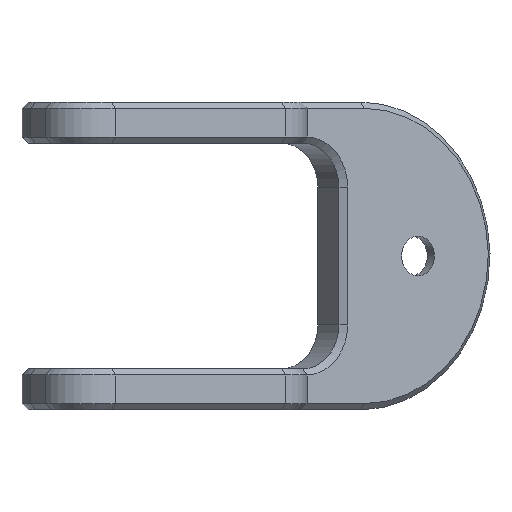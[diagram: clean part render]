
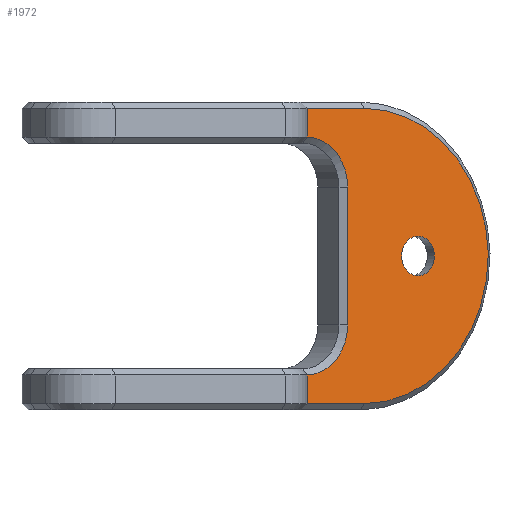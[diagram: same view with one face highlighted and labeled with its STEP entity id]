
A CAD part, front view. The second image highlights one B-rep face of the part: STEP entity #1972.
In plain terms, the highlighted planar face has unit normal (0.563, -0.827, 0).
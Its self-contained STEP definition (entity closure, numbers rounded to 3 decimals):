
#28=FACE_BOUND('',#293,.T.);
#60=PLANE('',#2158);
#180=FACE_OUTER_BOUND('',#292,.T.);
#292=EDGE_LOOP('',(#1697,#1698,#1699,#1700,#1701,#1702,#1703,#1704,#1705,
#1706,#1707));
#293=EDGE_LOOP('',(#1708));
#452=CIRCLE('',#2093,4.);
#454=CIRCLE('',#2097,4.);
#465=CIRCLE('',#2127,12.);
#473=CIRCLE('',#2146,12.);
#475=CIRCLE('',#2159,1.588);
#546=LINE('',#12340,#682);
#549=LINE('',#12351,#685);
#553=LINE('',#12361,#689);
#566=LINE('',#12398,#702);
#591=LINE('',#12468,#727);
#593=LINE('',#12474,#729);
#603=LINE('',#12495,#739);
#682=VECTOR('',#2421,10.);
#685=VECTOR('',#2432,10.);
#689=VECTOR('',#2444,10.);
#702=VECTOR('',#2489,10.);
#727=VECTOR('',#2570,10.);
#729=VECTOR('',#2580,10.);
#739=VECTOR('',#2612,10.);
#915=VERTEX_POINT('',#12334);
#916=VERTEX_POINT('',#12338);
#918=VERTEX_POINT('',#12343);
#920=VERTEX_POINT('',#12349);
#921=VERTEX_POINT('',#12354);
#922=VERTEX_POINT('',#12359);
#930=VERTEX_POINT('',#12396);
#936=VERTEX_POINT('',#12424);
#937=VERTEX_POINT('',#12425);
#946=VERTEX_POINT('',#12463);
#947=VERTEX_POINT('',#12467);
#948=VERTEX_POINT('',#12496);
#1159=EDGE_CURVE('',#916,#915,#546,.T.);
#1161=EDGE_CURVE('',#918,#916,#452,.T.);
#1164=EDGE_CURVE('',#920,#918,#549,.T.);
#1167=EDGE_CURVE('',#921,#920,#454,.T.);
#1170=EDGE_CURVE('',#922,#921,#553,.T.);
#1189=EDGE_CURVE('',#930,#922,#566,.T.);
#1202=EDGE_CURVE('',#936,#937,#465,.T.);
#1224=EDGE_CURVE('',#946,#947,#591,.T.);
#1227=EDGE_CURVE('',#947,#936,#473,.T.);
#1228=EDGE_CURVE('',#937,#930,#593,.T.);
#1239=EDGE_CURVE('',#915,#946,#603,.T.);
#1240=EDGE_CURVE('',#948,#948,#475,.T.);
#1697=ORIENTED_EDGE('',*,*,#1170,.F.);
#1698=ORIENTED_EDGE('',*,*,#1189,.F.);
#1699=ORIENTED_EDGE('',*,*,#1228,.F.);
#1700=ORIENTED_EDGE('',*,*,#1202,.F.);
#1701=ORIENTED_EDGE('',*,*,#1227,.F.);
#1702=ORIENTED_EDGE('',*,*,#1224,.F.);
#1703=ORIENTED_EDGE('',*,*,#1239,.F.);
#1704=ORIENTED_EDGE('',*,*,#1159,.F.);
#1705=ORIENTED_EDGE('',*,*,#1161,.F.);
#1706=ORIENTED_EDGE('',*,*,#1164,.F.);
#1707=ORIENTED_EDGE('',*,*,#1167,.F.);
#1708=ORIENTED_EDGE('',*,*,#1240,.F.);
#1972=ADVANCED_FACE('',(#180,#28),#60,.F.);
#2093=AXIS2_PLACEMENT_3D('',#12345,#2425,#2426);
#2097=AXIS2_PLACEMENT_3D('',#12356,#2437,#2438);
#2127=AXIS2_PLACEMENT_3D('',#12426,#2521,#2522);
#2146=AXIS2_PLACEMENT_3D('',#12472,#2576,#2577);
#2158=AXIS2_PLACEMENT_3D('',#12494,#2610,#2611);
#2159=AXIS2_PLACEMENT_3D('',#12497,#2613,#2614);
#2421=DIRECTION('',(-0.827,-0.563,0.));
#2425=DIRECTION('center_axis',(0.563,-0.827,0.));
#2426=DIRECTION('ref_axis',(0.,0.,1.));
#2432=DIRECTION('',(0.,0.,1.));
#2437=DIRECTION('center_axis',(0.563,-0.827,0.));
#2438=DIRECTION('ref_axis',(0.827,0.563,0.));
#2444=DIRECTION('',(0.827,0.563,0.));
#2489=DIRECTION('',(0.,0.,1.));
#2521=DIRECTION('center_axis',(-0.563,0.827,0.));
#2522=DIRECTION('ref_axis',(0.585,0.398,-0.707));
#2570=DIRECTION('',(0.827,0.563,0.));
#2576=DIRECTION('center_axis',(-0.563,0.827,0.));
#2577=DIRECTION('ref_axis',(0.826,0.562,0.032));
#2580=DIRECTION('',(-0.827,-0.563,0.));
#2610=DIRECTION('center_axis',(-0.563,0.827,0.));
#2611=DIRECTION('ref_axis',(-0.827,-0.563,0.));
#2612=DIRECTION('',(0.,0.,1.));
#2613=DIRECTION('center_axis',(0.563,-0.827,0.));
#2614=DIRECTION('ref_axis',(0.827,0.563,0.));
#12334=CARTESIAN_POINT('',(22.521,24.895,23.509));
#12338=CARTESIAN_POINT('',(22.698,25.016,23.509));
#12340=CARTESIAN_POINT('',(9.914,16.315,23.509));
#12343=CARTESIAN_POINT('',(26.005,27.267,19.509));
#12345=CARTESIAN_POINT('Origin',(22.698,25.016,19.509));
#12349=CARTESIAN_POINT('',(26.005,27.267,8.491));
#12351=CARTESIAN_POINT('',(26.005,27.267,16.754));
#12354=CARTESIAN_POINT('',(22.698,25.016,4.491));
#12356=CARTESIAN_POINT('Origin',(22.698,25.016,8.491));
#12359=CARTESIAN_POINT('',(22.521,24.895,4.491));
#12361=CARTESIAN_POINT('',(20.932,23.813,4.491));
#12396=CARTESIAN_POINT('',(22.521,24.895,2.2));
#12398=CARTESIAN_POINT('',(22.521,24.895,14.));
#12424=CARTESIAN_POINT('',(37.253,34.921,14.192));
#12425=CARTESIAN_POINT('',(27.332,28.17,2.2));
#12426=CARTESIAN_POINT('Origin',(27.332,28.17,14.2));
#12463=CARTESIAN_POINT('',(22.521,24.895,25.8));
#12467=CARTESIAN_POINT('',(27.337,28.173,25.8));
#12468=CARTESIAN_POINT('',(23.166,25.334,25.8));
#12472=CARTESIAN_POINT('Origin',(27.337,28.173,13.8));
#12474=CARTESIAN_POINT('',(9.914,16.315,2.2));
#12494=CARTESIAN_POINT('Origin',(19.165,22.611,14.));
#12495=CARTESIAN_POINT('',(22.521,24.895,14.));
#12496=CARTESIAN_POINT('',(30.317,30.201,14.));
#12497=CARTESIAN_POINT('Origin',(31.629,31.094,14.));
